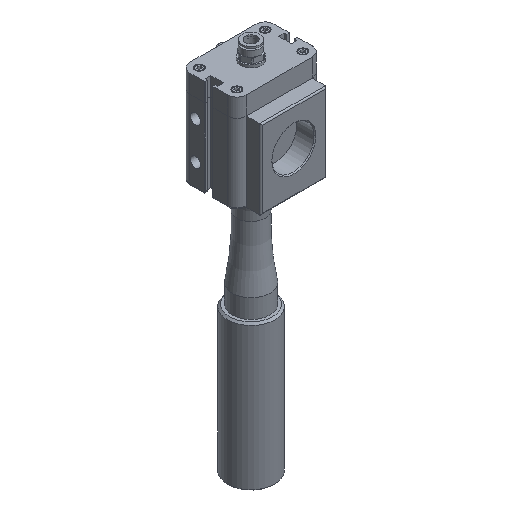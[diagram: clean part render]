
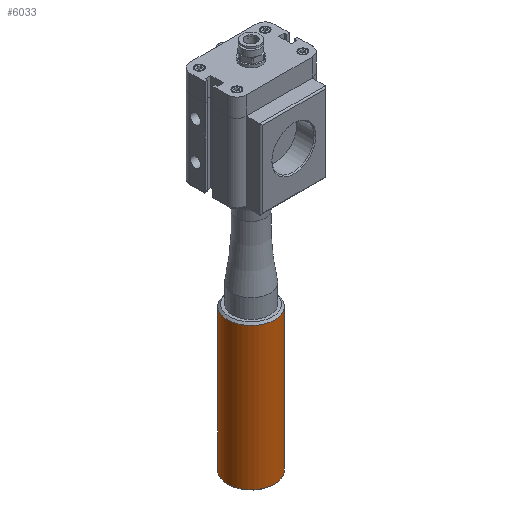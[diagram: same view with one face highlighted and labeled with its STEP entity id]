
A CAD part, isometric view. The second image highlights one B-rep face of the part: STEP entity #6033.
In plain terms, the highlighted cylindrical face has radius 25 mm (diameter 50 mm), a full revolution.
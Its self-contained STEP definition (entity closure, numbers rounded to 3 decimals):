
#152=CYLINDRICAL_SURFACE('',#6433,25.);
#308=LINE('',#9095,#771);
#771=VECTOR('',#7177,25.);
#1282=FACE_OUTER_BOUND('',#1643,.T.);
#1643=EDGE_LOOP('',(#3984,#3985,#3986,#3987));
#2062=CIRCLE('',#6429,25.);
#2065=CIRCLE('',#6434,25.);
#2413=VERTEX_POINT('',#9084);
#2416=VERTEX_POINT('',#9093);
#3054=EDGE_CURVE('',#2413,#2413,#2062,.T.);
#3058=EDGE_CURVE('',#2416,#2416,#2065,.T.);
#3059=EDGE_CURVE('',#2416,#2413,#308,.T.);
#3984=ORIENTED_EDGE('',*,*,#3058,.F.);
#3985=ORIENTED_EDGE('',*,*,#3059,.T.);
#3986=ORIENTED_EDGE('',*,*,#3054,.F.);
#3987=ORIENTED_EDGE('',*,*,#3059,.F.);
#6033=ADVANCED_FACE('',(#1282),#152,.T.);
#6429=AXIS2_PLACEMENT_3D('',#9085,#7164,#7165);
#6433=AXIS2_PLACEMENT_3D('',#9092,#7173,#7174);
#6434=AXIS2_PLACEMENT_3D('',#9094,#7175,#7176);
#7164=DIRECTION('center_axis',(0.,0.,
-1.));
#7165=DIRECTION('ref_axis',(-0.986,-0.166,0.));
#7173=DIRECTION('center_axis',(0.,0.,
1.));
#7174=DIRECTION('ref_axis',(-0.986,-0.166,0.));
#7175=DIRECTION('center_axis',(0.,0.,
1.));
#7176=DIRECTION('ref_axis',(-0.986,-0.166,0.));
#7177=DIRECTION('',(0.,0.,-1.));
#9084=CARTESIAN_POINT('',(24.653,4.152,-319.063));
#9085=CARTESIAN_POINT('Origin',(0.,0.,
-319.063));
#9092=CARTESIAN_POINT('Origin',(0.,0.,
-456.));
#9093=CARTESIAN_POINT('',(24.653,4.152,-168.));
#9094=CARTESIAN_POINT('Origin',(0.,0.,
-168.));
#9095=CARTESIAN_POINT('',(24.653,4.152,-456.));
